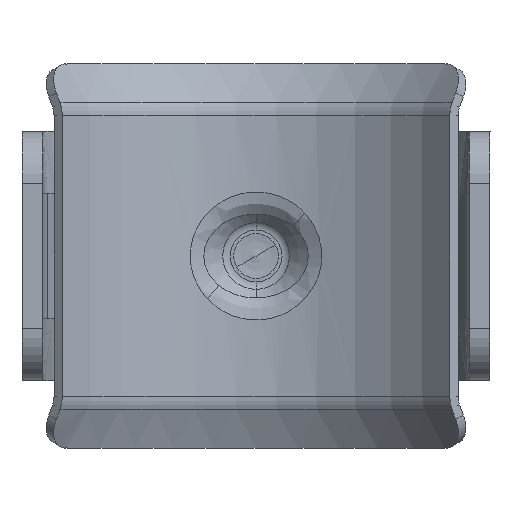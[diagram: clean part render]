
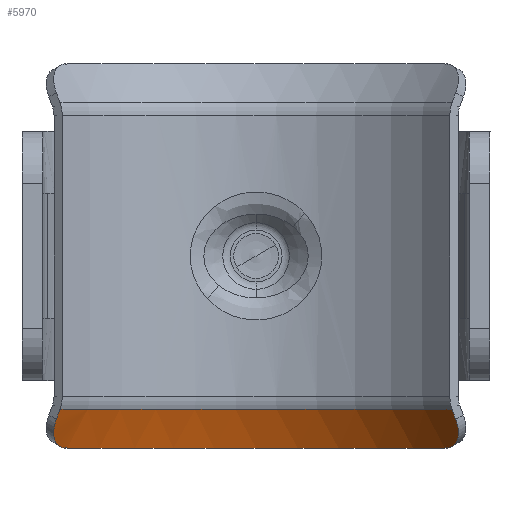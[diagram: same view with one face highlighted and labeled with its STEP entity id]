
A CAD part, front view. The second image highlights one B-rep face of the part: STEP entity #5970.
In plain terms, the highlighted conical face has half-angle 25 degrees and reference radius 23.781 mm.
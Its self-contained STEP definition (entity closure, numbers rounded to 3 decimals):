
#191 = EDGE_LOOP ( 'NONE', ( #4265, #1790, #5998, #2468, #1982, #1818 ) ) ;
#266 = CARTESIAN_POINT ( 'NONE',  ( -18.814, -12.352, -18.359 ) ) ;
#331 = CARTESIAN_POINT ( 'NONE',  ( 19.255, -13.152, -17.936 ) ) ;
#431 = AXIS2_PLACEMENT_3D ( 'NONE', #2647, #2636, #5777 ) ;
#444 = CIRCLE ( 'NONE', #2399, 25.521 ) ;
#688 = EDGE_CURVE ( 'NONE', #2621, #1043, #6114, .T. ) ;
#741 = VERTEX_POINT ( 'NONE', #2280 ) ;
#766 = EDGE_CURVE ( 'NONE', #2621, #2506, #925, .T. ) ;
#784 = CARTESIAN_POINT ( 'NONE',  ( -18.448, -11.876, -18.482 ) ) ;
#857 = CARTESIAN_POINT ( 'NONE',  ( 19.456, -13.759, -17.435 ) ) ;
#864 = CARTESIAN_POINT ( 'NONE',  ( 18.17, -11.578, -18.5 ) ) ;
#925 = LINE ( 'NONE', #6109, #2902 ) ;
#1043 = VERTEX_POINT ( 'NONE', #2576 ) ;
#1307 = CARTESIAN_POINT ( 'NONE',  ( -19.339, -14.634, -16.079 ) ) ;
#1331 = CARTESIAN_POINT ( 'NONE',  ( -18.17, -11.578, -18.5 ) ) ;
#1404 = CARTESIAN_POINT ( 'NONE',  ( 19.451, -14.367, -16.619 ) ) ;
#1483 = VERTEX_POINT ( 'NONE', #4301 ) ;
#1660 = EDGE_CURVE ( 'NONE', #2938, #741, #444, .T. ) ;
#1790 = ORIENTED_EDGE ( 'NONE', *, *, #4499, .T. ) ;
#1818 = ORIENTED_EDGE ( 'NONE', *, *, #688, .T. ) ;
#1850 = CARTESIAN_POINT ( 'NONE',  ( -19.45, -14.368, -16.616 ) ) ;
#1927 = CARTESIAN_POINT ( 'NONE',  ( 18.314, -11.724, -18.5 ) ) ;
#1958 = CARTESIAN_POINT ( 'NONE',  ( 19.339, -14.634, -16.079 ) ) ;
#1982 = ORIENTED_EDGE ( 'NONE', *, *, #766, .F. ) ;
#2205 = VECTOR ( 'NONE', #3111, 1000. ) ;
#2280 = CARTESIAN_POINT ( 'NONE',  ( -18.17, -11.578, -18.5 ) ) ;
#2399 = AXIS2_PLACEMENT_3D ( 'NONE', #5350, #5377, #4914 ) ;
#2403 = CARTESIAN_POINT ( 'NONE',  ( -19.475, -14.023, -17.115 ) ) ;
#2464 = CARTESIAN_POINT ( 'NONE',  ( 18.448, -11.875, -18.482 ) ) ;
#2468 = ORIENTED_EDGE ( 'NONE', *, *, #4133, .T. ) ;
#2481 = CARTESIAN_POINT ( 'NONE',  ( 19.215, -14.755, -15.71 ) ) ;
#2506 = VERTEX_POINT ( 'NONE', #4738 ) ;
#2576 = CARTESIAN_POINT ( 'NONE',  ( -18.867, -15.023, -14.768 ) ) ;
#2621 = VERTEX_POINT ( 'NONE', #5522 ) ;
#2636 = DIRECTION ( 'NONE',  ( 0., 0., 1. ) ) ;
#2647 = CARTESIAN_POINT ( 'NONE',  ( 0., -29.5, -14.768 ) ) ;
#2878 = CARTESIAN_POINT ( 'NONE',  ( -19.41, -13.611, -17.562 ) ) ;
#2902 = VECTOR ( 'NONE', #6168, 1000. ) ;
#2938 = VERTEX_POINT ( 'NONE', #864 ) ;
#2946 = CARTESIAN_POINT ( 'NONE',  ( 18.812, -12.349, -18.36 ) ) ;
#2989 = CARTESIAN_POINT ( 'NONE',  ( -14.339, -18.497, -2.53 ) ) ;
#3111 = DIRECTION ( 'NONE',  ( -0.335, 0.257, -0.906 ) ) ;
#3204 = FACE_OUTER_BOUND ( 'NONE', #191, .T. ) ;
#3305 = AXIS2_PLACEMENT_3D ( 'NONE', #5384, #4561, #5804 ) ;
#3396 = CARTESIAN_POINT ( 'NONE',  ( -19.118, -12.834, -18.153 ) ) ;
#3464 = CARTESIAN_POINT ( 'NONE',  ( 19.104, -12.833, -18.137 ) ) ;
#3531 = LINE ( 'NONE', #2989, #2205 ) ;
#3705 = EDGE_CURVE ( 'NONE', #1043, #1483, #3531, .T. ) ;
#3871 = CARTESIAN_POINT ( 'NONE',  ( -18.698, -12.189, -18.412 ) ) ;
#3936 = CARTESIAN_POINT ( 'NONE',  ( 19.317, -13.31, -17.819 ) ) ;
#4133 = EDGE_CURVE ( 'NONE', #2938, #2506, #4883, .T. ) ;
#4265 = ORIENTED_EDGE ( 'NONE', *, *, #3705, .T. ) ;
#4301 = CARTESIAN_POINT ( 'NONE',  ( -19.215, -14.755, -15.71 ) ) ;
#4324 = CARTESIAN_POINT ( 'NONE',  ( -18.314, -11.724, -18.5 ) ) ;
#4388 = CARTESIAN_POINT ( 'NONE',  ( 19.49, -14.034, -17.124 ) ) ;
#4499 = EDGE_CURVE ( 'NONE', #1483, #741, #4818, .T. ) ;
#4561 = DIRECTION ( 'NONE',  ( 0., 0., -1. ) ) ;
#4700 = CARTESIAN_POINT ( 'NONE',  ( -19.284, -14.703, -15.896 ) ) ;
#4738 = CARTESIAN_POINT ( 'NONE',  ( 19.215, -14.755, -15.71 ) ) ;
#4760 = CARTESIAN_POINT ( 'NONE',  ( -19.422, -14.468, -16.438 ) ) ;
#4814 = CARTESIAN_POINT ( 'NONE',  ( 18.17, -11.578, -18.5 ) ) ;
#4818 = B_SPLINE_CURVE_WITH_KNOTS ( 'NONE', 3,
 ( #5913, #4700, #1307, #4760, #1850, #5149, #2403, #5577, #2878, #6000, #3396, #266, #3871, #784, #4324, #1331 ),
 .UNSPECIFIED., .F., .F.,
 ( 4, 2, 2, 2, 2, 2, 2, 4 ),
 ( 0., 0.001, 0.001, 0.002, 0.002, 0.004, 0.004, 0.005 ),
 .UNSPECIFIED. ) ;
#4831 = CARTESIAN_POINT ( 'NONE',  ( 19.423, -14.467, -16.44 ) ) ;
#4883 = B_SPLINE_CURVE_WITH_KNOTS ( 'NONE', 3,
 ( #4814, #1927, #2464, #5627, #2946, #6064, #3464, #331, #3936, #857, #4388, #1404, #4831, #1958, #5223, #2481 ),
 .UNSPECIFIED., .F., .F.,
 ( 4, 2, 2, 2, 2, 2, 2, 4 ),
 ( 0., 0.001, 0.001, 0.002, 0.002, 0.004, 0.004, 0.005 ),
 .UNSPECIFIED. ) ;
#4914 = DIRECTION ( 'NONE',  ( 1., 0., 0. ) ) ;
#5149 = CARTESIAN_POINT ( 'NONE',  ( -19.477, -14.146, -16.955 ) ) ;
#5223 = CARTESIAN_POINT ( 'NONE',  ( 19.284, -14.703, -15.896 ) ) ;
#5350 = CARTESIAN_POINT ( 'NONE',  ( 0., -29.5, -18.5 ) ) ;
#5377 = DIRECTION ( 'NONE',  ( 0., 0., 1. ) ) ;
#5384 = CARTESIAN_POINT ( 'NONE',  ( 0., -29.5, -14.768 ) ) ;
#5428 = CONICAL_SURFACE ( 'NONE', #3305, 23.781, 0.436 ) ;
#5522 = CARTESIAN_POINT ( 'NONE',  ( 18.867, -15.023, -14.768 ) ) ;
#5577 = CARTESIAN_POINT ( 'NONE',  ( -19.442, -13.756, -17.419 ) ) ;
#5627 = CARTESIAN_POINT ( 'NONE',  ( 18.696, -12.187, -18.413 ) ) ;
#5777 = DIRECTION ( 'NONE',  ( 1., 0., 0. ) ) ;
#5804 = DIRECTION ( 'NONE',  ( -1., 0., 0. ) ) ;
#5913 = CARTESIAN_POINT ( 'NONE',  ( -19.215, -14.755, -15.71 ) ) ;
#5970 = ADVANCED_FACE ( 'NONE', ( #3204 ), #5428, .F. ) ;
#5998 = ORIENTED_EDGE ( 'NONE', *, *, #1660, .F. ) ;
#6000 = CARTESIAN_POINT ( 'NONE',  ( -19.272, -13.162, -17.946 ) ) ;
#6064 = CARTESIAN_POINT ( 'NONE',  ( 19.016, -12.672, -18.222 ) ) ;
#6109 = CARTESIAN_POINT ( 'NONE',  ( 14.339, -18.497, -2.53 ) ) ;
#6114 = CIRCLE ( 'NONE', #431, 23.781 ) ;
#6168 = DIRECTION ( 'NONE',  ( 0.335, 0.257, -0.906 ) ) ;
